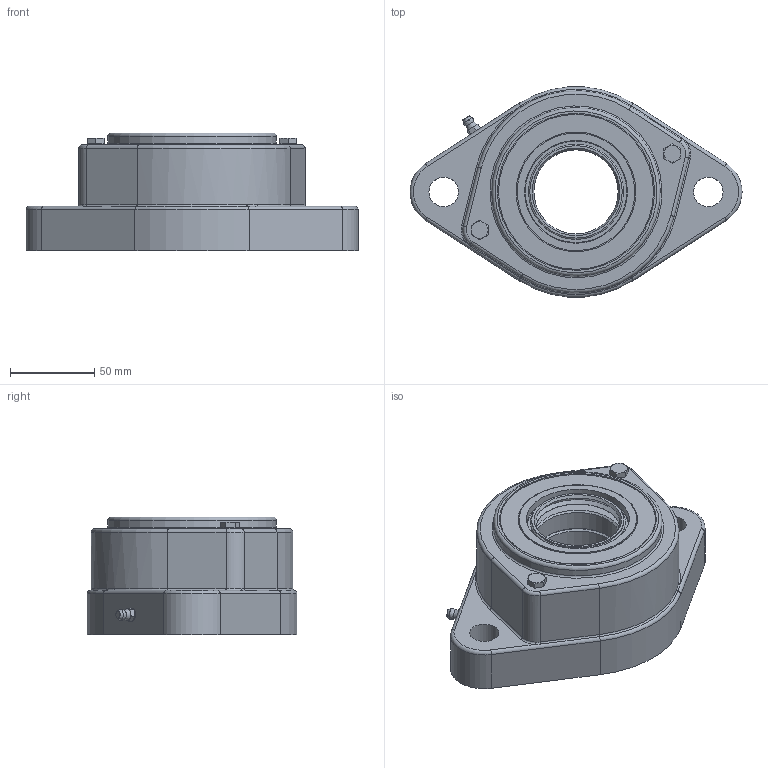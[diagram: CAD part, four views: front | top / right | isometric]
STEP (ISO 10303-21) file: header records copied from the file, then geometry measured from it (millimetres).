
FILE_DESCRIPTION(/* description */ (''),/* implementation_level */ '2;1');
FILE_NAME(/* name */ 'NG50F21.stp',/* time_stamp */ '2015-10-30T12:55:09+01:00',/* author */ ('fje'),/* organization */ (''),/* preprocessor_version */ 'ST-DEVELOPER v15.2',/* originating_system */ 'Autodesk Inventor 2014',/* authorisation */ '');
FILE_SCHEMA (('AUTOMOTIVE_DESIGN { 1 0 10303 214 3 1 1 }'));
Length unit declared in the file: millimetre
Products named in the file (1): Part87
Bounding box: 197 x 124.58 x 70 mm (x, y, z)
Volume: 653559.1 mm3; surface area: 119158.4 mm2
Topology: 1 solids, 10 shells, 350 faces, 766 edges, 458 vertices
Faces by surface type: plane 125, cylinder 110, cone 59, torus 51, bspline 4, sphere 1
Full cylindrical faces by diameter (mm): 3 x1, 4.917 x2, 5.459 x2, 6 x5, 6.5 x2, 6.647 x2, 6.8 x1, 8 x2, 8.7 x2, 9 x2, 17.5 x2, 50 x2, 54.8 x2, 58.3 x1, 60.2 x1, 61 x2, 61.5 x2, 65 x2, 69.8 x1, 70 x1, 71 x1, 82 x1, 88 x2, 92 x2, 93.2 x1, 100 x1
Entity records: 9470 total; most frequent: CARTESIAN_POINT 1870, DIRECTION 1588, ORIENTED_EDGE 1332, AXIS2_PLACEMENT_3D 685, EDGE_CURVE 642, EDGE_LOOP 494, VERTEX_POINT 428, STYLED_ITEM 351
